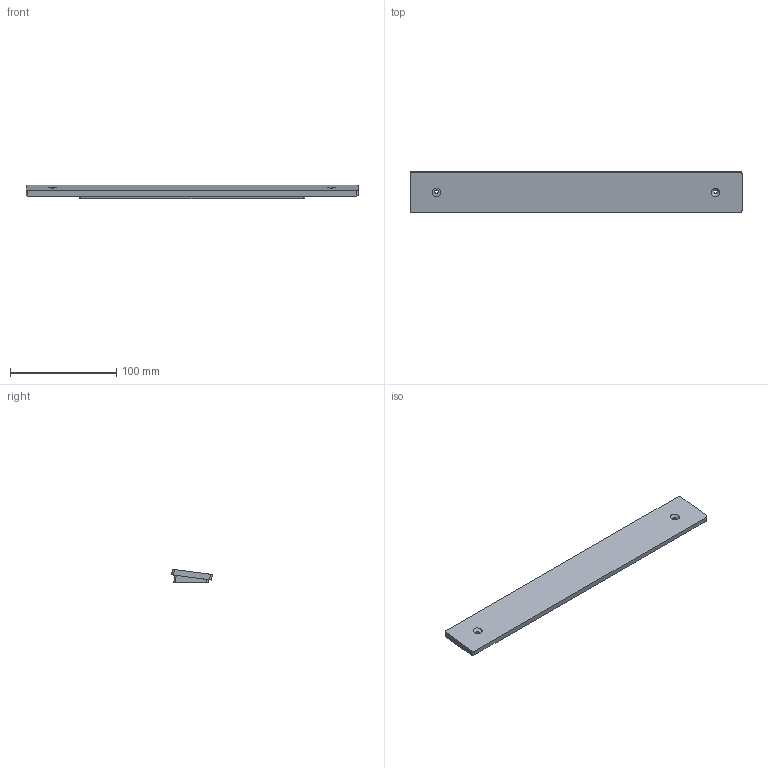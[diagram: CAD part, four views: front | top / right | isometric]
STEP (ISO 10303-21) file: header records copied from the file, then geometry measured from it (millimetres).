
FILE_DESCRIPTION(/* description */ (''),/* implementation_level */ '2;1');
FILE_NAME(/* name */ 'Night70 v19 Weight.step',/* time_stamp */ '2023-09-30T16:07:10+08:00',/* author */ (''),/* organization */ (''),/* preprocessor_version */ 'ST-DEVELOPER v20',/* originating_system */ 'Autodesk Translation Framework v12.14.0.127',/* authorisation */ '');
FILE_SCHEMA (('AUTOMOTIVE_DESIGN { 1 0 10303 214 3 1 1 }'));
Length unit declared in the file: millimetre
Products named in the file (1): Night70
Bounding box: 311.9 x 38.26 x 12.63 mm (x, y, z)
Volume: 95329.4 mm3; surface area: 29853.1 mm2
Topology: 1 solids, 1 shells, 77 faces, 208 edges, 138 vertices
Faces by surface type: plane 33, bspline 32, cylinder 10, cone 2
Full cylindrical faces by diameter (mm): 3.332 x2
Entity records: 2759 total; most frequent: CARTESIAN_POINT 968, ORIENTED_EDGE 416, DIRECTION 258, EDGE_CURVE 208, VERTEX_POINT 138, LINE 122, VECTOR 122, EDGE_LOOP 86
